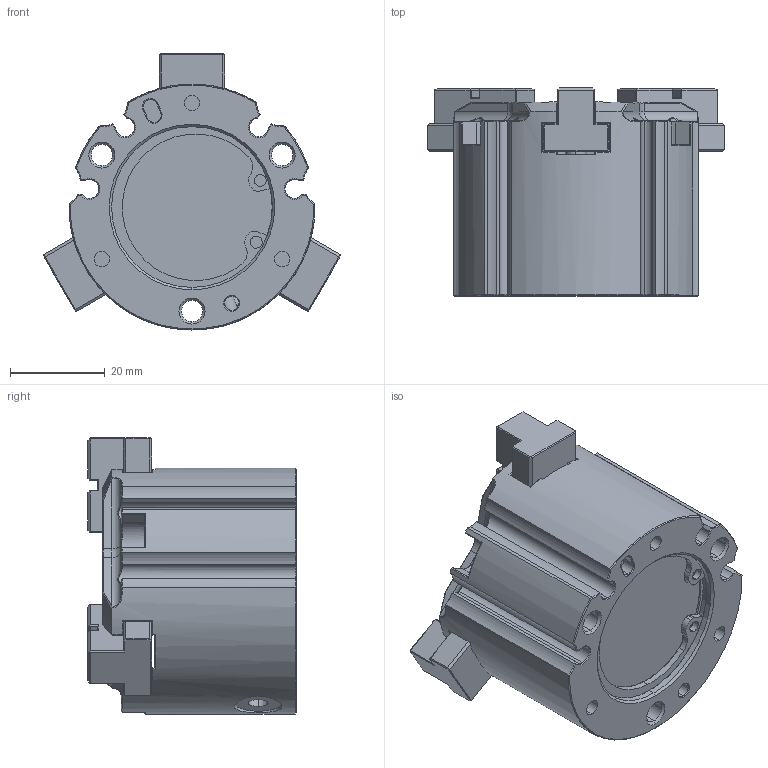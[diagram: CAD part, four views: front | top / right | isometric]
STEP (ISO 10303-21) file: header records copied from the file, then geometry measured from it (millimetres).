
FILE_DESCRIPTION (( 'STEP AP203' ), '1' );
FILE_NAME ('GC323.STEP', '2019-09-19T03:00:27', ( 'user' ), ( '' ), 'SwSTEP 2.0', 'SolidWorks 2014', '' );
FILE_SCHEMA (( 'CONFIG_CONTROL_DESIGN' ));
Length unit declared in the file: millimetre
Products named in the file (1): GC323
Bounding box: 62.81 x 44 x 58.37 mm (x, y, z)
Surface area: 21242.8 mm2 (no closed solid volume)
Topology: 0 solids, 15 shells, 650 faces, 1845 edges, 1186 vertices
Faces by surface type: plane 341, cylinder 125, cone 125, bspline 29, torus 25, sphere 5
Entity records: 24938 total; most frequent: CARTESIAN_POINT 8640, DIRECTION 3281, ORIENTED_EDGE 3215, EDGE_CURVE 1841, VERTEX_POINT 1184, AXIS2_PLACEMENT_3D 1100, VECTOR 1081, LINE 1081
